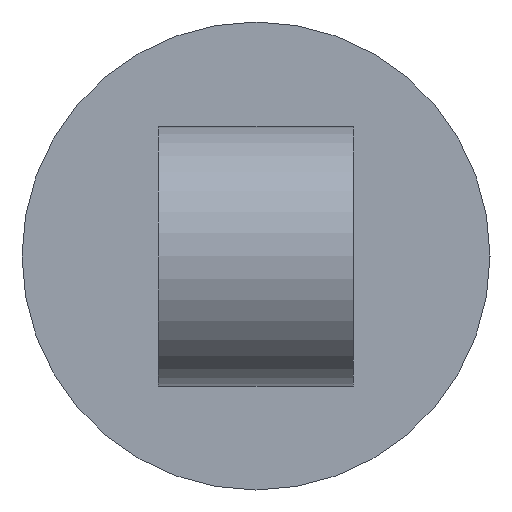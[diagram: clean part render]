
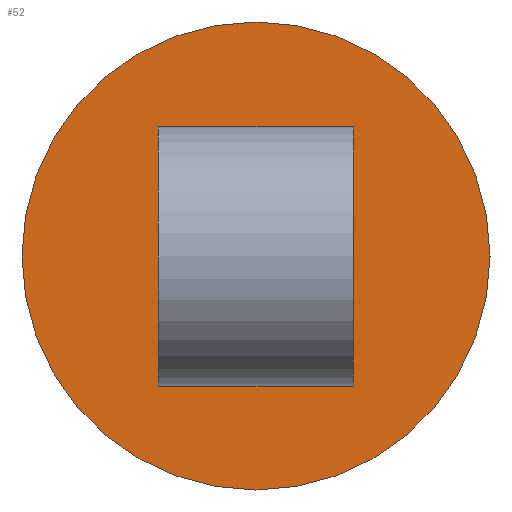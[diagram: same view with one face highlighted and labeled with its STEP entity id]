
A CAD part, left-side view. The second image highlights one B-rep face of the part: STEP entity #52.
In plain terms, the highlighted planar face has unit normal (-1, 0, 0).
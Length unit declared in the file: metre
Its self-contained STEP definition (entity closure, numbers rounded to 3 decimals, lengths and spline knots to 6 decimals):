
#52 = ADVANCED_FACE( '', ( #107, #108 ), #109, .T. );
#107 = FACE_BOUND( '', #160, .T. );
#108 = FACE_OUTER_BOUND( '', #161, .T. );
#109 = PLANE( '', #162 );
#160 = EDGE_LOOP( '', ( #227 ) );
#161 = EDGE_LOOP( '', ( #228 ) );
#162 = AXIS2_PLACEMENT_3D( '', #229, #230, #231 );
#227 = ORIENTED_EDGE( '', *, *, #268, .F. );
#228 = ORIENTED_EDGE( '', *, *, #257, .T. );
#229 = CARTESIAN_POINT( '', ( -2.01, 0., 0.5 ) );
#230 = DIRECTION( '', ( -1., 0., 0. ) );
#231 = DIRECTION( '', ( 0., -1., 0. ) );
#257 = EDGE_CURVE( '', #286, #286, #287, .T. );
#268 = EDGE_CURVE( '', #302, #302, #303, .T. );
#286 = VERTEX_POINT( '', #322 );
#287 = CIRCLE( '', #323, 0.09 );
#302 = VERTEX_POINT( '', #488 );
#303 = CIRCLE( '', #489, 0.0375 );
#322 = CARTESIAN_POINT( '', ( -2.01, -0.09, 0.5 ) );
#323 = AXIS2_PLACEMENT_3D( '', #509, #510, #511 );
#488 = CARTESIAN_POINT( '', ( -2.01, 0., 0.5375 ) );
#489 = AXIS2_PLACEMENT_3D( '', #524, #525, #526 );
#509 = CARTESIAN_POINT( '', ( -2.01, 0., 0.5 ) );
#510 = DIRECTION( '', ( -1., 0., 0. ) );
#511 = DIRECTION( '', ( 0., -1., 0. ) );
#524 = CARTESIAN_POINT( '', ( -2.01, 0., 0.5 ) );
#525 = DIRECTION( '', ( -1., 0., 0. ) );
#526 = DIRECTION( '', ( 0., 0., 1. ) );
